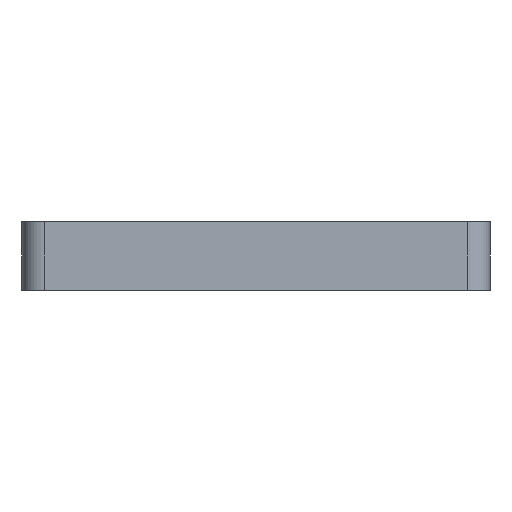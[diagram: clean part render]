
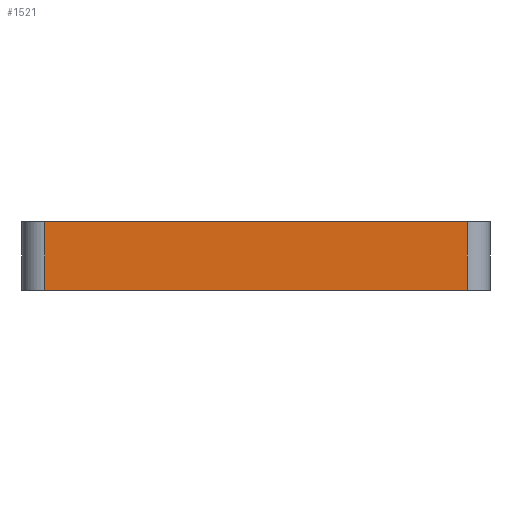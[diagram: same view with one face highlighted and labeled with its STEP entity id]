
A CAD part, front view. The second image highlights one B-rep face of the part: STEP entity #1521.
In plain terms, the highlighted planar face has unit normal (0, -1, 0).
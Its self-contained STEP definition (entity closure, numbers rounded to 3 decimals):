
#19=DIRECTION('',(-1.,0.,0.));
#20=VECTOR('',#19,18.37);
#21=CARTESIAN_POINT('',(9.185,-23.,0.));
#22=LINE('',#21,#20);
#203=DIRECTION('',(0.,0.,1.));
#204=VECTOR('',#203,3.);
#205=CARTESIAN_POINT('',(9.185,-23.,0.));
#206=LINE('',#205,#204);
#207=DIRECTION('',(0.,0.,1.));
#208=VECTOR('',#207,3.);
#209=CARTESIAN_POINT('',(-9.185,-23.,0.));
#210=LINE('',#209,#208);
#237=DIRECTION('',(-1.,0.,0.));
#238=VECTOR('',#237,18.37);
#239=CARTESIAN_POINT('',(9.185,-23.,3.));
#240=LINE('',#239,#238);
#1073=CARTESIAN_POINT('',(-9.185,-23.,0.));
#1074=VERTEX_POINT('',#1073);
#1075=CARTESIAN_POINT('',(9.185,-23.,0.));
#1076=VERTEX_POINT('',#1075);
#1089=CARTESIAN_POINT('',(-9.185,-23.,3.));
#1090=VERTEX_POINT('',#1089);
#1091=CARTESIAN_POINT('',(9.185,-23.,3.));
#1092=VERTEX_POINT('',#1091);
#1508=CARTESIAN_POINT('',(9.185,-23.,-3.98));
#1509=DIRECTION('',(0.,1.,0.));
#1510=DIRECTION('',(-1.,0.,0.));
#1511=AXIS2_PLACEMENT_3D('',#1508,#1509,#1510);
#1512=PLANE('',#1511);
#1513=ORIENTED_EDGE('',*,*,#1350,.T.);
#1515=ORIENTED_EDGE('',*,*,#1514,.T.);
#1517=ORIENTED_EDGE('',*,*,#1516,.F.);
#1518=ORIENTED_EDGE('',*,*,#1500,.F.);
#1519=EDGE_LOOP('',(#1513,#1515,#1517,#1518));
#1520=FACE_OUTER_BOUND('',#1519,.F.);
#1521=ADVANCED_FACE('',(#1520),#1512,.F.);
#1350=EDGE_CURVE('',#1076,#1074,#22,.T.);
#1500=EDGE_CURVE('',#1076,#1092,#206,.T.);
#1514=EDGE_CURVE('',#1074,#1090,#210,.T.);
#1516=EDGE_CURVE('',#1092,#1090,#240,.T.);
